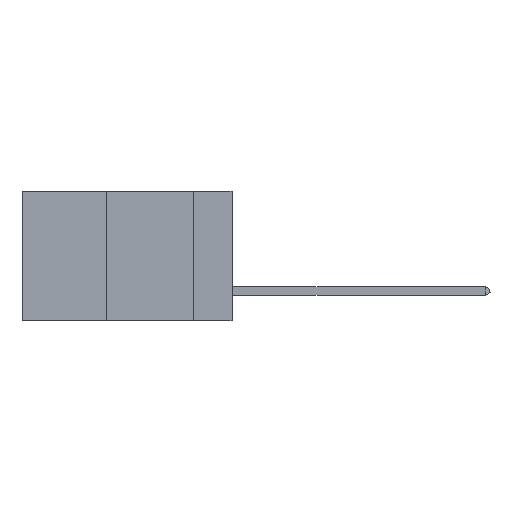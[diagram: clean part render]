
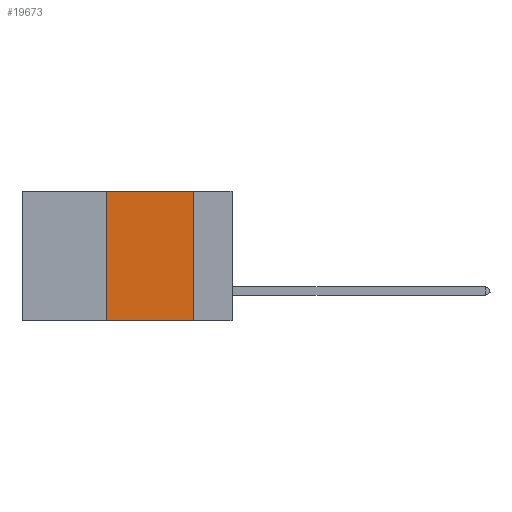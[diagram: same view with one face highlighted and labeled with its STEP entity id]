
A CAD part, left-side view. The second image highlights one B-rep face of the part: STEP entity #19673.
In plain terms, the highlighted planar face has unit normal (-1, 0, 0).
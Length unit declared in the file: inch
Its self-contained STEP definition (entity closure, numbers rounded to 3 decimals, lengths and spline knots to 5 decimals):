
#39 = EDGE_CURVE ( 'NONE', #2620, #15726, #16751, .T. ) ;
#1079 = LINE ( 'NONE', #8950, #1585 ) ;
#1585 = VECTOR ( 'NONE', #18171, 39.37008 ) ;
#1709 = CARTESIAN_POINT ( 'NONE',  ( 0., 0.11, -0.37 ) ) ;
#2620 = VERTEX_POINT ( 'NONE', #7673 ) ;
#2877 = CARTESIAN_POINT ( 'NONE',  ( 0., 0.11, 0. ) ) ;
#3172 = DIRECTION ( 'NONE',  ( 0., 0., 1. ) ) ;
#3446 = VECTOR ( 'NONE', #16750, 39.37008 ) ;
#3632 = AXIS2_PLACEMENT_3D ( 'NONE', #17925, #19457, #14643 ) ;
#5409 = DIRECTION ( 'NONE',  ( 0., 0., -1. ) ) ;
#6167 = LINE ( 'NONE', #16684, #3446 ) ;
#6235 = CARTESIAN_POINT ( 'NONE',  ( 0., 0.36, 0. ) ) ;
#7101 = ORIENTED_EDGE ( 'NONE', *, *, #39, .F. ) ;
#7662 = VERTEX_POINT ( 'NONE', #1709 ) ;
#7673 = CARTESIAN_POINT ( 'NONE',  ( 0., 0.36, -0.37 ) ) ;
#8128 = ORIENTED_EDGE ( 'NONE', *, *, #9700, .T. ) ;
#8720 = ORIENTED_EDGE ( 'NONE', *, *, #12991, .F. ) ;
#8950 = CARTESIAN_POINT ( 'NONE',  ( 0., 0.6, -0.37 ) ) ;
#9700 = EDGE_CURVE ( 'NONE', #2620, #7662, #1079, .T. ) ;
#9754 = PLANE ( 'NONE',  #3632 ) ;
#10506 = CARTESIAN_POINT ( 'NONE',  ( 0., 0.36, 0. ) ) ;
#10908 = VECTOR ( 'NONE', #5409, 39.37008 ) ;
#12991 = EDGE_CURVE ( 'NONE', #17814, #7662, #13375, .T. ) ;
#13078 = EDGE_CURVE ( 'NONE', #15726, #17814, #6167, .T. ) ;
#13375 = LINE ( 'NONE', #14891, #10908 ) ;
#14643 = DIRECTION ( 'NONE',  ( 0., 0., -1. ) ) ;
#14891 = CARTESIAN_POINT ( 'NONE',  ( 0., 0.11, 0. ) ) ;
#15726 = VERTEX_POINT ( 'NONE', #10506 ) ;
#16266 = VECTOR ( 'NONE', #3172, 39.37008 ) ;
#16414 = EDGE_LOOP ( 'NONE', ( #8720, #17747, #7101, #8128 ) ) ;
#16684 = CARTESIAN_POINT ( 'NONE',  ( 0., 0.6, 0. ) ) ;
#16750 = DIRECTION ( 'NONE',  ( 0., -1., 0. ) ) ;
#16751 = LINE ( 'NONE', #6235, #16266 ) ;
#17648 = FACE_OUTER_BOUND ( 'NONE', #16414, .T. ) ;
#17747 = ORIENTED_EDGE ( 'NONE', *, *, #13078, .F. ) ;
#17814 = VERTEX_POINT ( 'NONE', #2877 ) ;
#17925 = CARTESIAN_POINT ( 'NONE',  ( 0., 0.6, 0. ) ) ;
#18171 = DIRECTION ( 'NONE',  ( 0., -1., 0. ) ) ;
#19457 = DIRECTION ( 'NONE',  ( 1., 0., 0. ) ) ;
#19673 = ADVANCED_FACE ( 'NONE', ( #17648 ), #9754, .F. ) ;
